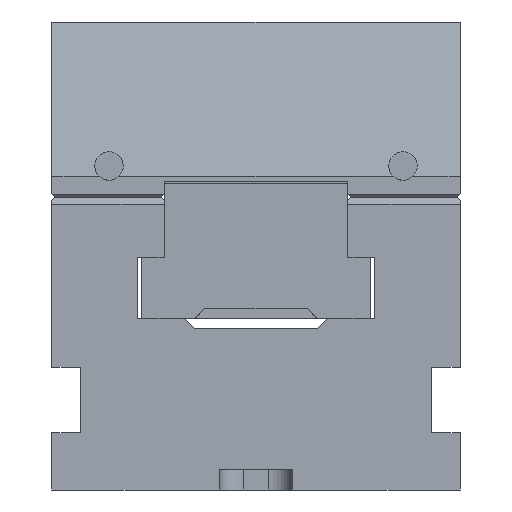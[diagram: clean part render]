
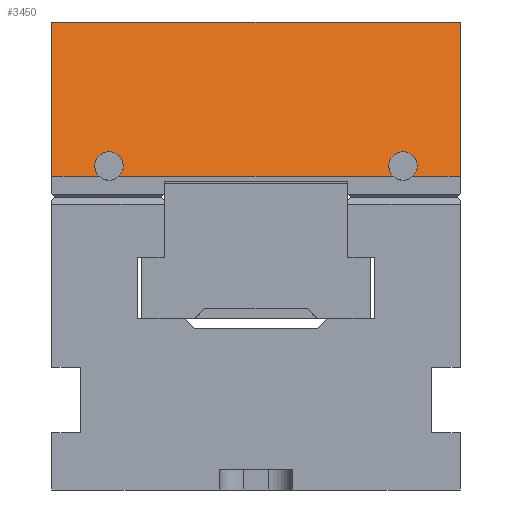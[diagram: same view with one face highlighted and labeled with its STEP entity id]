
A CAD part, front view. The second image highlights one B-rep face of the part: STEP entity #3450.
In plain terms, the highlighted face is planar.
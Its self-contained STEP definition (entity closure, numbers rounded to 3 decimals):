
#3450 = ADVANCED_FACE( '', ( #7563 ), #7564, .F. );
#7563 = FACE_OUTER_BOUND( '', #12428, .T. );
#7564 = PLANE( '', #12429 );
#12428 = EDGE_LOOP( '', ( #22097, #22098, #22099, #22100, #22101, #22102, #22103, #22104 ) );
#12429 = AXIS2_PLACEMENT_3D( '', #22105, #22106, #22107 );
#22097 = ORIENTED_EDGE( '', *, *, #32956, .T. );
#22098 = ORIENTED_EDGE( '', *, *, #30093, .T. );
#22099 = ORIENTED_EDGE( '', *, *, #32957, .T. );
#22100 = ORIENTED_EDGE( '', *, *, #32958, .T. );
#22101 = ORIENTED_EDGE( '', *, *, #32959, .F. );
#22102 = ORIENTED_EDGE( '', *, *, #32960, .F. );
#22103 = ORIENTED_EDGE( '', *, *, #32961, .T. );
#22104 = ORIENTED_EDGE( '', *, *, #32962, .T. );
#22105 = CARTESIAN_POINT( '', ( 49.975, 13.866, 43. ) );
#22106 = DIRECTION( '', ( 0., -0.966, -0.259 ) );
#22107 = DIRECTION( '', ( 0., 0.259, -0.966 ) );
#30093 = EDGE_CURVE( '', #36572, #36573, #36574, .T. );
#32956 = EDGE_CURVE( '', #41075, #36572, #41076, .T. );
#32957 = EDGE_CURVE( '', #36573, #41077, #41078, .T. );
#32958 = EDGE_CURVE( '', #41077, #41079, #41080, .T. );
#32959 = EDGE_CURVE( '', #41081, #41079, #41082, .T. );
#32960 = EDGE_CURVE( '', #41083, #41081, #41084, .T. );
#32961 = EDGE_CURVE( '', #41083, #41085, #41086, .T. );
#32962 = EDGE_CURVE( '', #41085, #41075, #41087, .T. );
#36572 = VERTEX_POINT( '', #45838 );
#36573 = VERTEX_POINT( '', #45839 );
#36574 = ELLIPSE( '', #45840, 3.623, 3.5 );
#41075 = VERTEX_POINT( '', #52486 );
#41076 = LINE( '', #52487, #52488 );
#41077 = VERTEX_POINT( '', #52489 );
#41078 = LINE( '', #52490, #52491 );
#41079 = VERTEX_POINT( '', #52492 );
#41080 = LINE( '', #52493, #52494 );
#41081 = VERTEX_POINT( '', #52495 );
#41082 = LINE( '', #52496, #52497 );
#41083 = VERTEX_POINT( '', #52498 );
#41084 = LINE( '', #52499, #52500 );
#41085 = VERTEX_POINT( '', #52501 );
#41086 = LINE( '', #52502, #52503 );
#41087 = ELLIPSE( '', #52504, 3.623, 3.5 );
#45838 = CARTESIAN_POINT( '', ( -33.624, 24., 5.18 ) );
#45839 = CARTESIAN_POINT( '', ( -38.376, 24., 5.18 ) );
#45840 = AXIS2_PLACEMENT_3D( '', #56471, #56472, #56473 );
#52486 = CARTESIAN_POINT( '', ( 33.624, 24., 5.18 ) );
#52487 = CARTESIAN_POINT( '', ( 49.975, 24., 5.18 ) );
#52488 = VECTOR( '', #58988, 1000. );
#52489 = CARTESIAN_POINT( '', ( -49.975, 24., 5.18 ) );
#52490 = CARTESIAN_POINT( '', ( 49.975, 24., 5.18 ) );
#52491 = VECTOR( '', #58989, 1000. );
#52492 = CARTESIAN_POINT( '', ( -49.975, 13.866, 43. ) );
#52493 = CARTESIAN_POINT( '', ( -49.975, 13.866, 43. ) );
#52494 = VECTOR( '', #58990, 1000. );
#52495 = CARTESIAN_POINT( '', ( 49.975, 13.866, 43. ) );
#52496 = CARTESIAN_POINT( '', ( 49.975, 13.866, 43. ) );
#52497 = VECTOR( '', #58991, 1000. );
#52498 = CARTESIAN_POINT( '', ( 49.975, 24., 5.18 ) );
#52499 = CARTESIAN_POINT( '', ( 49.975, 13.866, 43. ) );
#52500 = VECTOR( '', #58992, 1000. );
#52501 = CARTESIAN_POINT( '', ( 38.376, 24., 5.18 ) );
#52502 = CARTESIAN_POINT( '', ( 49.975, 24., 5.18 ) );
#52503 = VECTOR( '', #58993, 1000. );
#52504 = AXIS2_PLACEMENT_3D( '', #58994, #58995, #58996 );
#56471 = CARTESIAN_POINT( '', ( -36., 23.311, 7.75 ) );
#56472 = DIRECTION( '', ( 0., -0.966, -0.259 ) );
#56473 = DIRECTION( '', ( 0., 0.259, -0.966 ) );
#58988 = DIRECTION( '', ( -1., 0., 0. ) );
#58989 = DIRECTION( '', ( -1., 0., 0. ) );
#58990 = DIRECTION( '', ( 0., -0.259, 0.966 ) );
#58991 = DIRECTION( '', ( -1., 0., 0. ) );
#58992 = DIRECTION( '', ( 0., -0.259, 0.966 ) );
#58993 = DIRECTION( '', ( -1., 0., 0. ) );
#58994 = CARTESIAN_POINT( '', ( 36., 23.311, 7.75 ) );
#58995 = DIRECTION( '', ( 0., -0.966, -0.259 ) );
#58996 = DIRECTION( '', ( 0., 0.259, -0.966 ) );
